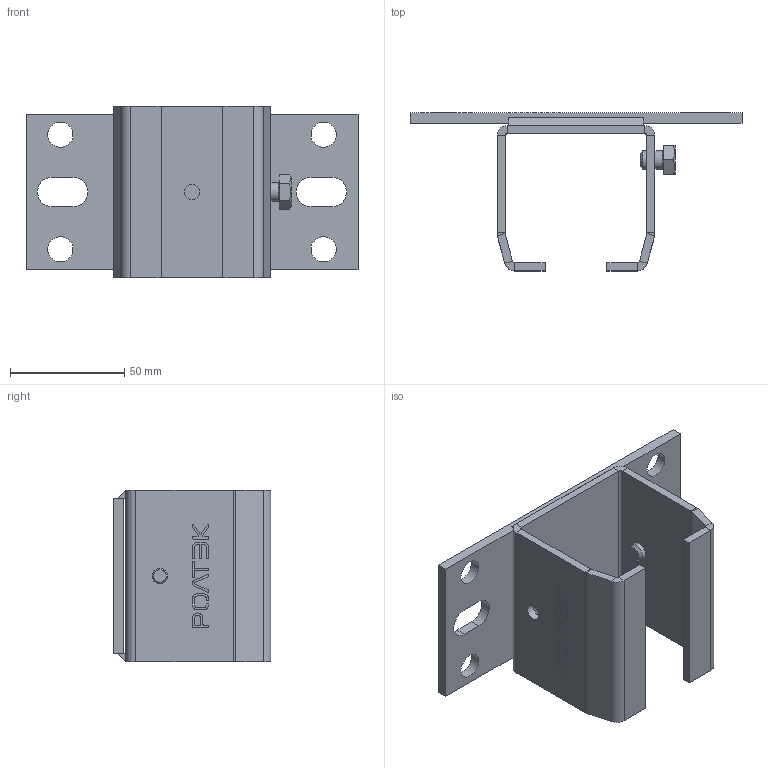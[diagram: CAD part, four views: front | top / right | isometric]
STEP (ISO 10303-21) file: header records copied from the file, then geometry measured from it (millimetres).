
FILE_DESCRIPTION(('STEP AP203'), '1');
FILE_NAME('253.RC55 Äåðæàòåëü RC55 ñ âåðõíèì êðåïëåíèåì', '', ('UNSPECIFIED'), ('UNSPECIFIED'), 'ASCON STEP Converter 1.3', 'ASCON Math Kernel', '');
FILE_SCHEMA(('CONFIG_CONTROL_DESIGN'));
Length unit declared in the file: millimetre
Products named in the file (1): 253.RC55
Bounding box: 145 x 69 x 75 mm (x, y, z)
Volume: 98019.5 mm3; surface area: 55719.6 mm2
Topology: 1 solids, 1 shells, 217 faces, 562 edges, 355 vertices
Faces by surface type: plane 133, cylinder 81, cone 2, torus 1
Full cylindrical faces by diameter (mm): 6.8 x2, 8 x2, 11 x4
Entity records: 8582 total; most frequent: CARTESIAN_POINT 1388, DIRECTION 1146, ORIENTED_EDGE 1102, EDGE_CURVE 551, AXIS2_PLACEMENT_3D 383, LINE 380, VECTOR 380, VERTEX_POINT 355
